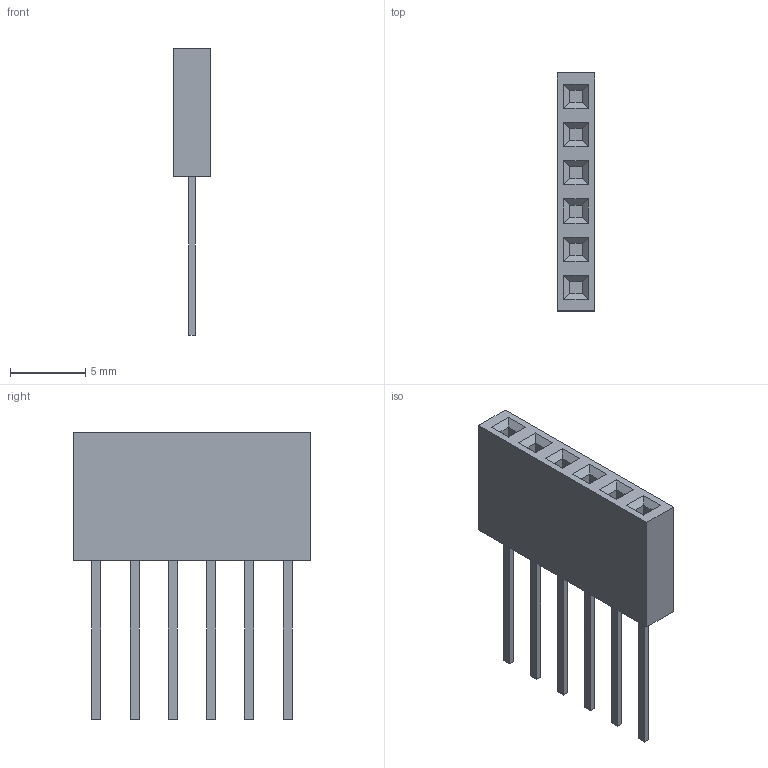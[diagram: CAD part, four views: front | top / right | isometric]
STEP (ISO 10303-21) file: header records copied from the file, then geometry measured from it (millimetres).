
FILE_DESCRIPTION(('FreeCAD Model'),'2;1');
FILE_NAME('Open CASCADE Shape Model','2023-12-21T12:08:26',(''),(''), 'Open CASCADE STEP processor 7.6','FreeCAD','Unknown');
FILE_SCHEMA(('AUTOMOTIVE_DESIGN { 1 0 10303 214 1 1 1 1 }'));
Length unit declared in the file: millimetre
Products named in the file (1): LinearPattern
Bounding box: 2.5 x 15.79 x 19 mm (x, y, z)
Volume: 321.7 mm3; surface area: 647.4 mm2
Topology: 1 solids, 1 shells, 90 faces, 204 edges, 128 vertices
Faces by surface type: plane 90
Entity records: 3090 total; most frequent: CARTESIAN_POINT 423, ORIENTED_EDGE 408, DIRECTION 386, EDGE_CURVE 204, LINE 204, VECTOR 204, VERTEX_POINT 128, FACE_BOUND 102
